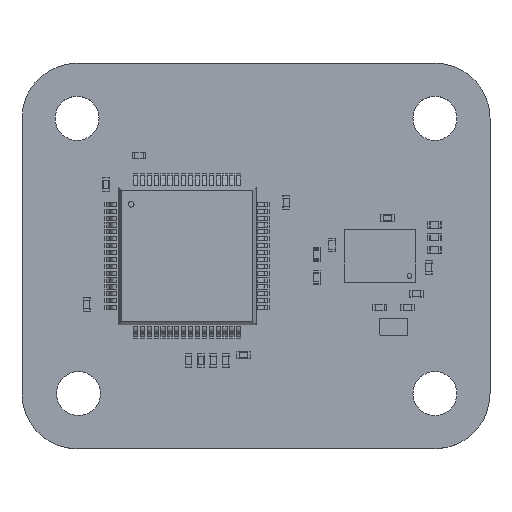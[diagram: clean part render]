
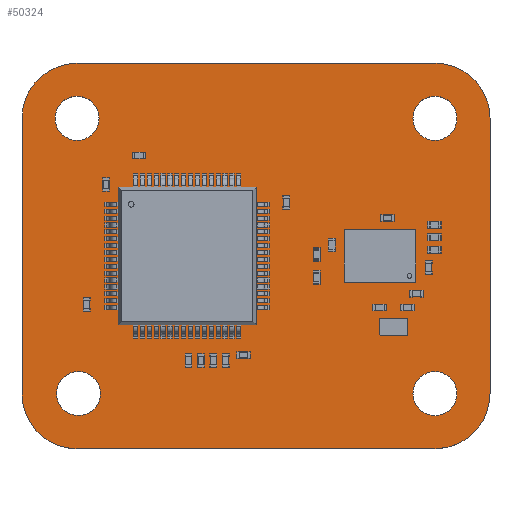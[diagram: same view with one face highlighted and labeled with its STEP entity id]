
A CAD part, top view. The second image highlights one B-rep face of the part: STEP entity #50324.
In plain terms, the highlighted planar face has unit normal (0, 0, 1).
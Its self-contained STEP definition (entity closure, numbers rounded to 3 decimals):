
#50107 = VERTEX_POINT('',#50108);
#50108 = CARTESIAN_POINT('',(161.5,-75.25,1.651));
#50114 = EDGE_CURVE('',#50107,#50115,#50117,.T.);
#50115 = VERTEX_POINT('',#50116);
#50116 = CARTESIAN_POINT('',(165.498,-79.054,1.651));
#50117 = CIRCLE('',#50118,3.998);
#50118 = AXIS2_PLACEMENT_3D('',#50119,#50120,#50121);
#50119 = CARTESIAN_POINT('',(161.504,-79.248,1.651));
#50120 = DIRECTION('',(0.,0.,-1.));
#50121 = DIRECTION('',(-0.001,1.,0.));
#50149 = VERTEX_POINT('',#50150);
#50150 = CARTESIAN_POINT('',(135.5,-75.25,1.651));
#50156 = EDGE_CURVE('',#50149,#50107,#50157,.T.);
#50157 = LINE('',#50158,#50159);
#50158 = CARTESIAN_POINT('',(135.5,-75.25,1.651));
#50159 = VECTOR('',#50160,1.);
#50160 = DIRECTION('',(1.,0.,0.));
#50178 = EDGE_CURVE('',#50115,#50179,#50181,.T.);
#50179 = VERTEX_POINT('',#50180);
#50180 = CARTESIAN_POINT('',(165.5,-79.25,1.651));
#50181 = LINE('',#50182,#50183);
#50182 = CARTESIAN_POINT('',(165.498,-79.054,1.651));
#50183 = VECTOR('',#50184,1.);
#50184 = DIRECTION('',(0.012,-1.,0.));
#50324 = ADVANCED_FACE('',(#50325,#50395,#50406,#50417,#50428),#50439,
  .T.);
#50325 = FACE_BOUND('',#50326,.T.);
#50326 = EDGE_LOOP('',(#50327,#50328,#50329,#50338,#50346,#50354,#50363,
    #50371,#50379,#50388,#50394));
#50327 = ORIENTED_EDGE('',*,*,#50114,.F.);
#50328 = ORIENTED_EDGE('',*,*,#50156,.F.);
#50329 = ORIENTED_EDGE('',*,*,#50330,.F.);
#50330 = EDGE_CURVE('',#50331,#50149,#50333,.T.);
#50331 = VERTEX_POINT('',#50332);
#50332 = CARTESIAN_POINT('',(131.5,-79.25,1.651));
#50333 = CIRCLE('',#50334,4.);
#50334 = AXIS2_PLACEMENT_3D('',#50335,#50336,#50337);
#50335 = CARTESIAN_POINT('',(135.5,-79.25,1.651));
#50336 = DIRECTION('',(0.,0.,-1.));
#50337 = DIRECTION('',(-1.,0.,0.));
#50338 = ORIENTED_EDGE('',*,*,#50339,.F.);
#50339 = EDGE_CURVE('',#50340,#50331,#50342,.T.);
#50340 = VERTEX_POINT('',#50341);
#50341 = CARTESIAN_POINT('',(131.5,-99.25,1.651));
#50342 = LINE('',#50343,#50344);
#50343 = CARTESIAN_POINT('',(131.5,-99.25,1.651));
#50344 = VECTOR('',#50345,1.);
#50345 = DIRECTION('',(0.,1.,0.));
#50346 = ORIENTED_EDGE('',*,*,#50347,.F.);
#50347 = EDGE_CURVE('',#50348,#50340,#50350,.T.);
#50348 = VERTEX_POINT('',#50349);
#50349 = CARTESIAN_POINT('',(131.502,-99.446,1.651));
#50350 = LINE('',#50351,#50352);
#50351 = CARTESIAN_POINT('',(131.502,-99.446,1.651));
#50352 = VECTOR('',#50353,1.);
#50353 = DIRECTION('',(-0.012,1.,0.));
#50354 = ORIENTED_EDGE('',*,*,#50355,.F.);
#50355 = EDGE_CURVE('',#50356,#50348,#50358,.T.);
#50356 = VERTEX_POINT('',#50357);
#50357 = CARTESIAN_POINT('',(135.5,-103.25,1.651));
#50358 = CIRCLE('',#50359,3.998);
#50359 = AXIS2_PLACEMENT_3D('',#50360,#50361,#50362);
#50360 = CARTESIAN_POINT('',(135.496,-99.252,1.651));
#50361 = DIRECTION('',(0.,0.,-1.));
#50362 = DIRECTION('',(0.001,-1.,0.));
#50363 = ORIENTED_EDGE('',*,*,#50364,.F.);
#50364 = EDGE_CURVE('',#50365,#50356,#50367,.T.);
#50365 = VERTEX_POINT('',#50366);
#50366 = CARTESIAN_POINT('',(161.5,-103.25,1.651));
#50367 = LINE('',#50368,#50369);
#50368 = CARTESIAN_POINT('',(161.5,-103.25,1.651));
#50369 = VECTOR('',#50370,1.);
#50370 = DIRECTION('',(-1.,0.,0.));
#50371 = ORIENTED_EDGE('',*,*,#50372,.F.);
#50372 = EDGE_CURVE('',#50373,#50365,#50375,.T.);
#50373 = VERTEX_POINT('',#50374);
#50374 = CARTESIAN_POINT('',(161.696,-103.248,1.651));
#50375 = LINE('',#50376,#50377);
#50376 = CARTESIAN_POINT('',(161.696,-103.248,1.651));
#50377 = VECTOR('',#50378,1.);
#50378 = DIRECTION('',(-1.,-0.012,0.));
#50379 = ORIENTED_EDGE('',*,*,#50380,.F.);
#50380 = EDGE_CURVE('',#50381,#50373,#50383,.T.);
#50381 = VERTEX_POINT('',#50382);
#50382 = CARTESIAN_POINT('',(165.5,-99.25,1.651));
#50383 = CIRCLE('',#50384,3.998);
#50384 = AXIS2_PLACEMENT_3D('',#50385,#50386,#50387);
#50385 = CARTESIAN_POINT('',(161.502,-99.254,1.651));
#50386 = DIRECTION('',(0.,0.,-1.));
#50387 = DIRECTION('',(1.,0.001,0.));
#50388 = ORIENTED_EDGE('',*,*,#50389,.F.);
#50389 = EDGE_CURVE('',#50179,#50381,#50390,.T.);
#50390 = LINE('',#50391,#50392);
#50391 = CARTESIAN_POINT('',(165.5,-79.25,1.651));
#50392 = VECTOR('',#50393,1.);
#50393 = DIRECTION('',(0.,-1.,0.));
#50394 = ORIENTED_EDGE('',*,*,#50178,.F.);
#50395 = FACE_BOUND('',#50396,.T.);
#50396 = EDGE_LOOP('',(#50397));
#50397 = ORIENTED_EDGE('',*,*,#50398,.T.);
#50398 = EDGE_CURVE('',#50399,#50399,#50401,.T.);
#50399 = VERTEX_POINT('',#50400);
#50400 = CARTESIAN_POINT('',(135.6,-100.85,1.651));
#50401 = CIRCLE('',#50402,1.6);
#50402 = AXIS2_PLACEMENT_3D('',#50403,#50404,#50405);
#50403 = CARTESIAN_POINT('',(135.6,-99.25,1.651));
#50404 = DIRECTION('',(-0.,0.,-1.));
#50405 = DIRECTION('',(-0.,-1.,0.));
#50406 = FACE_BOUND('',#50407,.T.);
#50407 = EDGE_LOOP('',(#50408));
#50408 = ORIENTED_EDGE('',*,*,#50409,.T.);
#50409 = EDGE_CURVE('',#50410,#50410,#50412,.T.);
#50410 = VERTEX_POINT('',#50411);
#50411 = CARTESIAN_POINT('',(161.5,-100.85,1.651));
#50412 = CIRCLE('',#50413,1.6);
#50413 = AXIS2_PLACEMENT_3D('',#50414,#50415,#50416);
#50414 = CARTESIAN_POINT('',(161.5,-99.25,1.651));
#50415 = DIRECTION('',(-0.,0.,-1.));
#50416 = DIRECTION('',(-0.,-1.,0.));
#50417 = FACE_BOUND('',#50418,.T.);
#50418 = EDGE_LOOP('',(#50419));
#50419 = ORIENTED_EDGE('',*,*,#50420,.T.);
#50420 = EDGE_CURVE('',#50421,#50421,#50423,.T.);
#50421 = VERTEX_POINT('',#50422);
#50422 = CARTESIAN_POINT('',(135.5,-80.85,1.651));
#50423 = CIRCLE('',#50424,1.6);
#50424 = AXIS2_PLACEMENT_3D('',#50425,#50426,#50427);
#50425 = CARTESIAN_POINT('',(135.5,-79.25,1.651));
#50426 = DIRECTION('',(-0.,0.,-1.));
#50427 = DIRECTION('',(-0.,-1.,0.));
#50428 = FACE_BOUND('',#50429,.T.);
#50429 = EDGE_LOOP('',(#50430));
#50430 = ORIENTED_EDGE('',*,*,#50431,.T.);
#50431 = EDGE_CURVE('',#50432,#50432,#50434,.T.);
#50432 = VERTEX_POINT('',#50433);
#50433 = CARTESIAN_POINT('',(161.5,-80.85,1.651));
#50434 = CIRCLE('',#50435,1.6);
#50435 = AXIS2_PLACEMENT_3D('',#50436,#50437,#50438);
#50436 = CARTESIAN_POINT('',(161.5,-79.25,1.651));
#50437 = DIRECTION('',(-0.,0.,-1.));
#50438 = DIRECTION('',(-0.,-1.,0.));
#50439 = PLANE('',#50440);
#50440 = AXIS2_PLACEMENT_3D('',#50441,#50442,#50443);
#50441 = CARTESIAN_POINT('',(0.,0.,1.651));
#50442 = DIRECTION('',(0.,0.,1.));
#50443 = DIRECTION('',(1.,0.,-0.));
